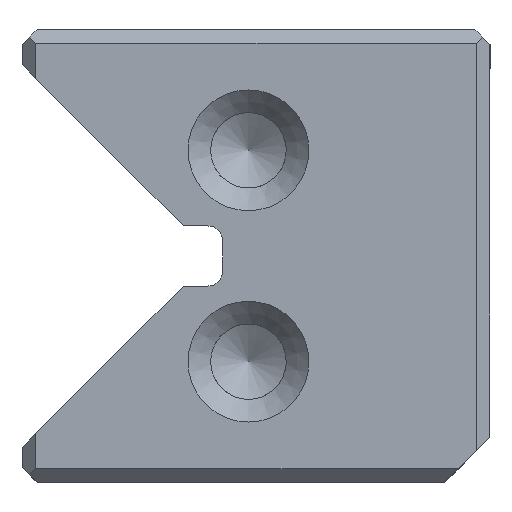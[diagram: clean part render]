
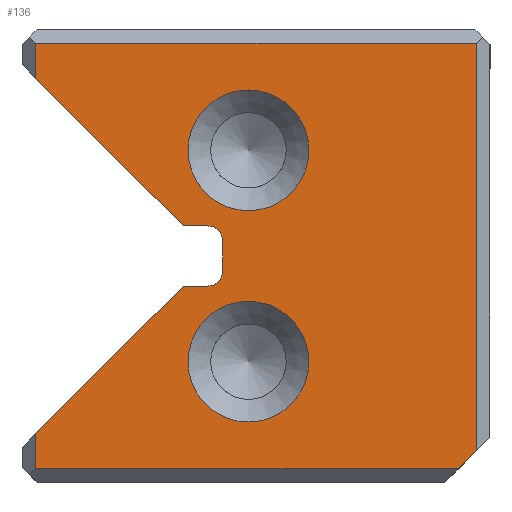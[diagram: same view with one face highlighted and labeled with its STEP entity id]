
A CAD part, left-side view. The second image highlights one B-rep face of the part: STEP entity #136.
In plain terms, the highlighted planar face has unit normal (-1, 0, 0).
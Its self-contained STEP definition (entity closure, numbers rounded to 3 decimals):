
#136=ADVANCED_FACE('',(#440,#441,#442),#251,.T.);
#251=PLANE('',#1693);
#292=LINE('',#2433,#366);
#293=LINE('',#2436,#367);
#294=LINE('',#2438,#368);
#295=LINE('',#2440,#369);
#296=LINE('',#2442,#370);
#297=LINE('',#2444,#371);
#298=LINE('',#2446,#372);
#299=LINE('',#2448,#373);
#300=LINE('',#2450,#374);
#301=LINE('',#2454,#375);
#302=LINE('',#2458,#376);
#366=VECTOR('',#1916,1.);
#367=VECTOR('',#1917,1.);
#368=VECTOR('',#1918,1.);
#369=VECTOR('',#1919,1.);
#370=VECTOR('',#1920,1.);
#371=VECTOR('',#1921,1.);
#372=VECTOR('',#1922,1.);
#373=VECTOR('',#1923,1.);
#374=VECTOR('',#1924,1.);
#375=VECTOR('',#1927,1.);
#376=VECTOR('',#1930,1.);
#440=FACE_BOUND('',#652,.T.);
#441=FACE_BOUND('',#653,.T.);
#442=FACE_BOUND('',#654,.T.);
#652=EDGE_LOOP('',(#884));
#653=EDGE_LOOP('',(#885));
#654=EDGE_LOOP('',(#886,#887,#888,#889,#890,#891,#892,#893,#894,#895,#896,
#897,#898));
#884=ORIENTED_EDGE('',*,*,#1402,.T.);
#885=ORIENTED_EDGE('',*,*,#1403,.F.);
#886=ORIENTED_EDGE('',*,*,#1404,.F.);
#887=ORIENTED_EDGE('',*,*,#1405,.T.);
#888=ORIENTED_EDGE('',*,*,#1406,.T.);
#889=ORIENTED_EDGE('',*,*,#1407,.T.);
#890=ORIENTED_EDGE('',*,*,#1408,.T.);
#891=ORIENTED_EDGE('',*,*,#1409,.T.);
#892=ORIENTED_EDGE('',*,*,#1410,.T.);
#893=ORIENTED_EDGE('',*,*,#1411,.F.);
#894=ORIENTED_EDGE('',*,*,#1412,.F.);
#895=ORIENTED_EDGE('',*,*,#1413,.T.);
#896=ORIENTED_EDGE('',*,*,#1414,.T.);
#897=ORIENTED_EDGE('',*,*,#1415,.T.);
#898=ORIENTED_EDGE('',*,*,#1416,.T.);
#1244=VERTEX_POINT('',#2430);
#1245=VERTEX_POINT('',#2432);
#1246=VERTEX_POINT('',#2434);
#1247=VERTEX_POINT('',#2435);
#1248=VERTEX_POINT('',#2437);
#1249=VERTEX_POINT('',#2439);
#1250=VERTEX_POINT('',#2441);
#1251=VERTEX_POINT('',#2443);
#1252=VERTEX_POINT('',#2445);
#1253=VERTEX_POINT('',#2447);
#1254=VERTEX_POINT('',#2449);
#1255=VERTEX_POINT('',#2451);
#1256=VERTEX_POINT('',#2453);
#1257=VERTEX_POINT('',#2455);
#1258=VERTEX_POINT('',#2457);
#1402=EDGE_CURVE('',#1244,#1244,#1582,.T.);
#1403=EDGE_CURVE('',#1245,#1245,#1583,.T.);
#1404=EDGE_CURVE('',#1246,#1247,#292,.T.);
#1405=EDGE_CURVE('',#1246,#1248,#293,.T.);
#1406=EDGE_CURVE('',#1248,#1249,#294,.T.);
#1407=EDGE_CURVE('',#1249,#1250,#295,.T.);
#1408=EDGE_CURVE('',#1250,#1251,#296,.T.);
#1409=EDGE_CURVE('',#1251,#1252,#297,.T.);
#1410=EDGE_CURVE('',#1252,#1253,#298,.T.);
#1411=EDGE_CURVE('',#1254,#1253,#299,.T.);
#1412=EDGE_CURVE('',#1255,#1254,#300,.T.);
#1413=EDGE_CURVE('',#1255,#1256,#1584,.T.);
#1414=EDGE_CURVE('',#1256,#1257,#301,.T.);
#1415=EDGE_CURVE('',#1257,#1258,#1585,.T.);
#1416=EDGE_CURVE('',#1258,#1247,#302,.T.);
#1582=CIRCLE('',#1689,2.);
#1583=CIRCLE('',#1690,2.);
#1584=CIRCLE('',#1691,0.5);
#1585=CIRCLE('',#1692,0.5);
#1689=AXIS2_PLACEMENT_3D('',#2429,#1912,#1913);
#1690=AXIS2_PLACEMENT_3D('',#2431,#1914,#1915);
#1691=AXIS2_PLACEMENT_3D('',#2452,#1925,#1926);
#1692=AXIS2_PLACEMENT_3D('',#2456,#1928,#1929);
#1693=AXIS2_PLACEMENT_3D('',#2459,#1931,#1932);
#1912=DIRECTION('',(1.,0.,0.));
#1913=DIRECTION('',(0.,0.,-1.));
#1914=DIRECTION('',(-1.,0.,0.));
#1915=DIRECTION('',(0.,0.,1.));
#1916=DIRECTION('',(0.,-0.707,0.707));
#1917=DIRECTION('',(0.,0.,-1.));
#1918=DIRECTION('',(0.,-1.,0.));
#1919=DIRECTION('',(0.,-0.707,0.707));
#1920=DIRECTION('',(0.,0.,1.));
#1921=DIRECTION('',(0.,1.,0.));
#1922=DIRECTION('',(0.,0.,-1.));
#1923=DIRECTION('',(0.,0.707,0.707));
#1924=DIRECTION('',(0.,1.,0.));
#1925=DIRECTION('',(1.,0.,0.));
#1926=DIRECTION('',(0.,0.,1.));
#1927=DIRECTION('',(0.,0.,-1.));
#1928=DIRECTION('',(1.,0.,0.));
#1929=DIRECTION('',(0.,0.,1.));
#1930=DIRECTION('',(0.,1.,0.));
#1931=DIRECTION('',(-1.,0.,0.));
#1932=DIRECTION('',(0.,0.,1.));
#2429=CARTESIAN_POINT('',(0.,8.,4.));
#2430=CARTESIAN_POINT('',(0.,8.,2.));
#2431=CARTESIAN_POINT('',(0.,8.,11.));
#2432=CARTESIAN_POINT('',(0.,8.,13.));
#2433=CARTESIAN_POINT('',(0.,17.65,-0.985));
#2434=CARTESIAN_POINT('',(0.,15.05,1.615));
#2435=CARTESIAN_POINT('',(0.,10.165,6.5));
#2436=CARTESIAN_POINT('',(0.,15.05,0.));
#2437=CARTESIAN_POINT('',(0.,15.05,0.45));
#2438=CARTESIAN_POINT('',(0.,7.75,0.45));
#2439=CARTESIAN_POINT('',(0.,1.05,0.45));
#2440=CARTESIAN_POINT('',(0.,4.625,-3.125));
#2441=CARTESIAN_POINT('',(0.,0.45,1.05));
#2442=CARTESIAN_POINT('',(0.,0.45,0.));
#2443=CARTESIAN_POINT('',(0.,0.45,14.55));
#2444=CARTESIAN_POINT('',(0.,7.75,14.55));
#2445=CARTESIAN_POINT('',(0.,15.05,14.55));
#2446=CARTESIAN_POINT('',(0.,15.05,0.));
#2447=CARTESIAN_POINT('',(0.,15.05,13.385));
#2448=CARTESIAN_POINT('',(0.,9.165,7.5));
#2449=CARTESIAN_POINT('',(0.,10.165,8.5));
#2450=CARTESIAN_POINT('',(0.,8.85,8.5));
#2451=CARTESIAN_POINT('',(0.,9.35,8.5));
#2452=CARTESIAN_POINT('',(0.,9.35,8.));
#2453=CARTESIAN_POINT('',(0.,8.85,8.));
#2454=CARTESIAN_POINT('',(0.,8.85,8.5));
#2455=CARTESIAN_POINT('',(0.,8.85,7.));
#2456=CARTESIAN_POINT('',(0.,9.35,7.));
#2457=CARTESIAN_POINT('',(0.,9.35,6.5));
#2458=CARTESIAN_POINT('',(0.,8.85,6.5));
#2459=CARTESIAN_POINT('',(0.,7.75,0.));
